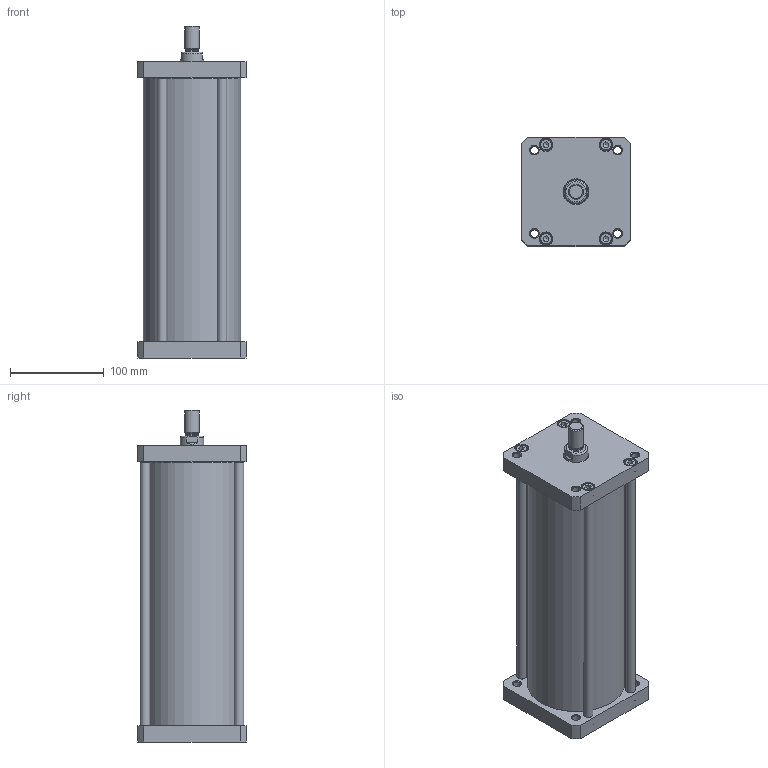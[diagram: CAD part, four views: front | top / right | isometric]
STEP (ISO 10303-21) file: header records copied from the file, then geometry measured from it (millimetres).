
FILE_DESCRIPTION((''),'2;1');
FILE_NAME('XDM100.250.GS.M.stp','2014-03-18T16:59:39',('carlo.corazza'),(''),'Autodesk Inventor 2012','Autodesk Inventor 2012','');
FILE_SCHEMA(('AUTOMOTIVE_DESIGN { 1 0 10303 214 1 1 1 1 }'));
Length unit declared in the file: millimetre
Products named in the file (6): XDM100..GS.M; CORPO-250; STELO-250; TA; TIRANTE-250; TP
Assembly tree (8 placements, depth 2):
  XDM100..GS.M
    CORPO-250
    STELO-250
    TA
    TIRANTE-250  x4
    TP
Bounding box: 116 x 116 x 355 mm (x, y, z)
Volume: 861610.2 mm3; surface area: 327089.6 mm2
Topology: 8 solids, 17 shells, 274 faces, 607 edges, 375 vertices
Faces by surface type: plane 104, cone 89, cylinder 67, torus 14
Full cylindrical faces by diameter (mm): 6 x2, 6.647 x8, 8.376 x8, 8.566 x2, 8.9 x8, 10 x4, 10.106 x1, 13 x8, 13.5 x1, 14 x8, 16 x1, 25 x1, 25.6 x1, 26.9 x1, 28 x1, 29.8 x1, 30 x1, 100 x1, 104 x1
Entity records: 6333 total; most frequent: CARTESIAN_POINT 1201, DIRECTION 1012, ORIENTED_EDGE 744, AXIS2_PLACEMENT_3D 439, EDGE_LOOP 426, EDGE_CURVE 372, VERTEX_POINT 304, STYLED_ITEM 246
